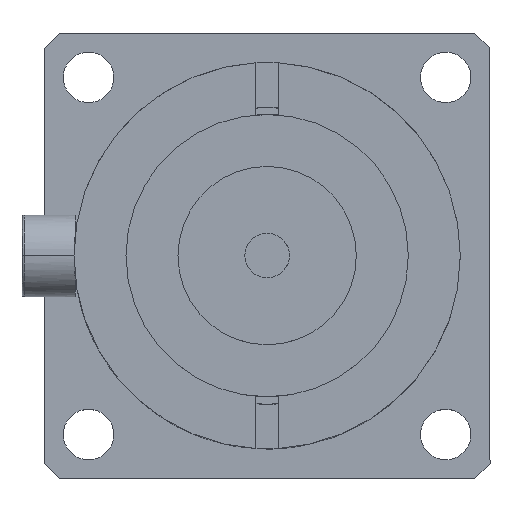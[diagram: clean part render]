
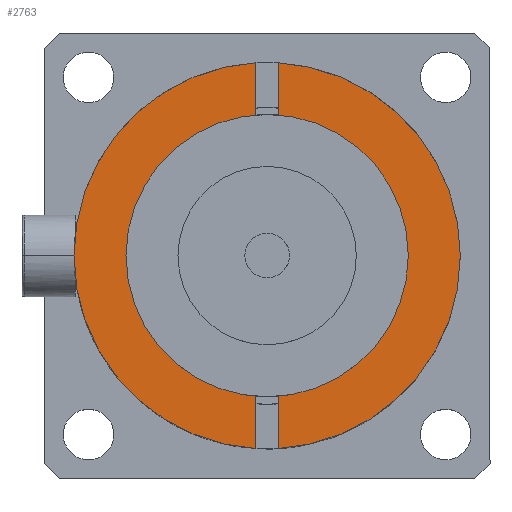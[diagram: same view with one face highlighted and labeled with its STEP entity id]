
A CAD part, top view. The second image highlights one B-rep face of the part: STEP entity #2763.
In plain terms, the highlighted planar face has unit normal (0, 0, 1).
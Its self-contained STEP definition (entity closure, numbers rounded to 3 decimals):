
#1456 = DIRECTION ( 'NONE',  ( 0., 1., 0. ) ) ;
#1701 = VECTOR ( 'NONE', #1456, 1000. ) ;
#1702 = CARTESIAN_POINT ( 'NONE',  ( 0.75, 13.618, 12.1 ) ) ;
#1704 = LINE ( 'NONE', #1702, #1701 ) ;
#2510 = EDGE_CURVE ( 'NONE', #4642, #4134, #1704, .T. ) ;
#2538 = ORIENTED_EDGE ( 'NONE', *, *, #2510, .F. ) ;
#2729 = VERTEX_POINT ( 'NONE', #5713 ) ;
#2760 = EDGE_CURVE ( 'NONE', #2729, #2767, #5730, .T. ) ;
#2763 = ADVANCED_FACE ( 'NONE', ( #5753, #5745 ), #5746, .T. ) ;
#2767 = VERTEX_POINT ( 'NONE', #5747 ) ;
#2777 = EDGE_LOOP ( 'NONE', ( #2538, #3068, #3726, #3685, #3383, #3627, #3625, #4073, #4115, #4092 ) ) ;
#2838 = VECTOR ( 'NONE', #2899, 1000. ) ;
#2839 = CARTESIAN_POINT ( 'NONE',  ( -0.75, 13.618, 12.1 ) ) ;
#2840 = LINE ( 'NONE', #2839, #2838 ) ;
#2882 = DIRECTION ( 'NONE',  ( 0., -1., 0. ) ) ;
#2883 = VECTOR ( 'NONE', #2882, 1000. ) ;
#2884 = CARTESIAN_POINT ( 'NONE',  ( -0.75, 13.618, 12.1 ) ) ;
#2885 = LINE ( 'NONE', #2884, #2883 ) ;
#2887 = DIRECTION ( 'NONE',  ( 1., 0., 0. ) ) ;
#2888 = DIRECTION ( 'NONE',  ( 0., 0., 1. ) ) ;
#2889 = AXIS2_PLACEMENT_3D ( 'NONE', #2897, #2888, #2887 ) ;
#2890 = CIRCLE ( 'NONE', #2889, 13. ) ;
#2897 = CARTESIAN_POINT ( 'NONE',  ( 0., 0., 12.1 ) ) ;
#2899 = DIRECTION ( 'NONE',  ( 0., -1., 0. ) ) ;
#2909 = CARTESIAN_POINT ( 'NONE',  ( -0.75, -12.978, 12.1 ) ) ;
#3068 = ORIENTED_EDGE ( 'NONE', *, *, #4108, .F. ) ;
#3183 = CARTESIAN_POINT ( 'NONE',  ( -0.75, 9.47, 12.1 ) ) ;
#3264 = DIRECTION ( 'NONE',  ( -1., 0., 0. ) ) ;
#3266 = DIRECTION ( 'NONE',  ( 0., 0., -1. ) ) ;
#3267 = CARTESIAN_POINT ( 'NONE',  ( 0., 0., 12.1 ) ) ;
#3268 = AXIS2_PLACEMENT_3D ( 'NONE', #3267, #3266, #3264 ) ;
#3269 = CIRCLE ( 'NONE', #3268, 9.5 ) ;
#3286 = AXIS2_PLACEMENT_3D ( 'NONE', #3347, #3346, #3345 ) ;
#3287 = CIRCLE ( 'NONE', #3286, 13. ) ;
#3293 = CARTESIAN_POINT ( 'NONE',  ( 0.75, 12.978, 12.1 ) ) ;
#3294 = CARTESIAN_POINT ( 'NONE',  ( 13., 0., 12.1 ) ) ;
#3301 = DIRECTION ( 'NONE',  ( 1., 0., 0. ) ) ;
#3302 = DIRECTION ( 'NONE',  ( 0., 0., 1. ) ) ;
#3303 = AXIS2_PLACEMENT_3D ( 'NONE', #3309, #3302, #3301 ) ;
#3304 = CIRCLE ( 'NONE', #3303, 13. ) ;
#3309 = CARTESIAN_POINT ( 'NONE',  ( 0., 0., 12.1 ) ) ;
#3315 = CARTESIAN_POINT ( 'NONE',  ( -13., 0., 12.1 ) ) ;
#3331 = DIRECTION ( 'NONE',  ( 0., 1., 0. ) ) ;
#3332 = VECTOR ( 'NONE', #3331, 1000. ) ;
#3333 = CARTESIAN_POINT ( 'NONE',  ( 0.75, 13.618, 12.1 ) ) ;
#3335 = LINE ( 'NONE', #3333, #3332 ) ;
#3345 = DIRECTION ( 'NONE',  ( 1., 0., 0. ) ) ;
#3346 = DIRECTION ( 'NONE',  ( 0., 0., 1. ) ) ;
#3347 = CARTESIAN_POINT ( 'NONE',  ( 0., 0., 12.1 ) ) ;
#3383 = ORIENTED_EDGE ( 'NONE', *, *, #3727, .T. ) ;
#3551 = CARTESIAN_POINT ( 'NONE',  ( 0.75, 9.47, 12.1 ) ) ;
#3625 = ORIENTED_EDGE ( 'NONE', *, *, #4261, .F. ) ;
#3627 = ORIENTED_EDGE ( 'NONE', *, *, #3731, .F. ) ;
#3685 = ORIENTED_EDGE ( 'NONE', *, *, #4234, .T. ) ;
#3724 = EDGE_CURVE ( 'NONE', #4244, #4066, #2840, .T. ) ;
#3726 = ORIENTED_EDGE ( 'NONE', *, *, #3724, .F. ) ;
#3727 = EDGE_CURVE ( 'NONE', #4152, #3743, #2890, .T. ) ;
#3731 = EDGE_CURVE ( 'NONE', #4299, #3743, #2885, .T. ) ;
#3743 = VERTEX_POINT ( 'NONE', #2909 ) ;
#4066 = VERTEX_POINT ( 'NONE', #3183 ) ;
#4068 = ORIENTED_EDGE ( 'NONE', *, *, #2760, .F. ) ;
#4073 = ORIENTED_EDGE ( 'NONE', *, *, #4143, .F. ) ;
#4092 = ORIENTED_EDGE ( 'NONE', *, *, #4129, .T. ) ;
#4103 = EDGE_LOOP ( 'NONE', ( #4109, #4068 ) ) ;
#4108 = EDGE_CURVE ( 'NONE', #4066, #4642, #3269, .T. ) ;
#4109 = ORIENTED_EDGE ( 'NONE', *, *, #6086, .F. ) ;
#4115 = ORIENTED_EDGE ( 'NONE', *, *, #4136, .T. ) ;
#4129 = EDGE_CURVE ( 'NONE', #4133, #4134, #3304, .T. ) ;
#4133 = VERTEX_POINT ( 'NONE', #3294 ) ;
#4134 = VERTEX_POINT ( 'NONE', #3293 ) ;
#4136 = EDGE_CURVE ( 'NONE', #4158, #4133, #3287, .T. ) ;
#4143 = EDGE_CURVE ( 'NONE', #4158, #4259, #3335, .T. ) ;
#4152 = VERTEX_POINT ( 'NONE', #3315 ) ;
#4158 = VERTEX_POINT ( 'NONE', #5942 ) ;
#4234 = EDGE_CURVE ( 'NONE', #4244, #4152, #6256, .T. ) ;
#4244 = VERTEX_POINT ( 'NONE', #6285 ) ;
#4259 = VERTEX_POINT ( 'NONE', #6350 ) ;
#4261 = EDGE_CURVE ( 'NONE', #4259, #4299, #6353, .T. ) ;
#4299 = VERTEX_POINT ( 'NONE', #6443 ) ;
#4642 = VERTEX_POINT ( 'NONE', #3551 ) ;
#5151 = DIRECTION ( 'NONE',  ( 1., 0., 0. ) ) ;
#5160 = CARTESIAN_POINT ( 'NONE',  ( 0., 0., 12.1 ) ) ;
#5163 = CIRCLE ( 'NONE', #5164, 3.985 ) ;
#5164 = AXIS2_PLACEMENT_3D ( 'NONE', #5160, #5172, #5151 ) ;
#5172 = DIRECTION ( 'NONE',  ( 0., 0., 1. ) ) ;
#5668 = DIRECTION ( 'NONE',  ( 0., 0., 1. ) ) ;
#5680 = DIRECTION ( 'NONE',  ( 1., 0., 0. ) ) ;
#5713 = CARTESIAN_POINT ( 'NONE',  ( 3.985, 0., 12.1 ) ) ;
#5728 = CARTESIAN_POINT ( 'NONE',  ( 0., 0., 12.1 ) ) ;
#5729 = AXIS2_PLACEMENT_3D ( 'NONE', #5728, #5668, #5680 ) ;
#5730 = CIRCLE ( 'NONE', #5729, 3.985 ) ;
#5743 = DIRECTION ( 'NONE',  ( 1., 0., 0. ) ) ;
#5744 = DIRECTION ( 'NONE',  ( 0., 0., 1. ) ) ;
#5745 = FACE_BOUND ( 'NONE', #4103, .T. ) ;
#5746 = PLANE ( 'NONE',  #5749 ) ;
#5747 = CARTESIAN_POINT ( 'NONE',  ( -3.985, 0., 12.1 ) ) ;
#5749 = AXIS2_PLACEMENT_3D ( 'NONE', #5752, #5744, #5743 ) ;
#5752 = CARTESIAN_POINT ( 'NONE',  ( 0., 9.5, 12.1 ) ) ;
#5753 = FACE_OUTER_BOUND ( 'NONE', #2777, .T. ) ;
#5942 = CARTESIAN_POINT ( 'NONE',  ( 0.75, -12.978, 12.1 ) ) ;
#6086 = EDGE_CURVE ( 'NONE', #2767, #2729, #5163, .T. ) ;
#6251 = CARTESIAN_POINT ( 'NONE',  ( 0., 0., 12.1 ) ) ;
#6252 = DIRECTION ( 'NONE',  ( 1., 0., 0. ) ) ;
#6253 = DIRECTION ( 'NONE',  ( 0., 0., 1. ) ) ;
#6254 = AXIS2_PLACEMENT_3D ( 'NONE', #6251, #6253, #6252 ) ;
#6256 = CIRCLE ( 'NONE', #6254, 13. ) ;
#6285 = CARTESIAN_POINT ( 'NONE',  ( -0.75, 12.978, 12.1 ) ) ;
#6350 = CARTESIAN_POINT ( 'NONE',  ( 0.75, -9.47, 12.1 ) ) ;
#6352 = AXIS2_PLACEMENT_3D ( 'NONE', #6356, #6355, #6354 ) ;
#6353 = CIRCLE ( 'NONE', #6352, 9.5 ) ;
#6354 = DIRECTION ( 'NONE',  ( -1., 0., 0. ) ) ;
#6355 = DIRECTION ( 'NONE',  ( 0., 0., -1. ) ) ;
#6356 = CARTESIAN_POINT ( 'NONE',  ( 0., 0., 12.1 ) ) ;
#6443 = CARTESIAN_POINT ( 'NONE',  ( -0.75, -9.47, 12.1 ) ) ;
